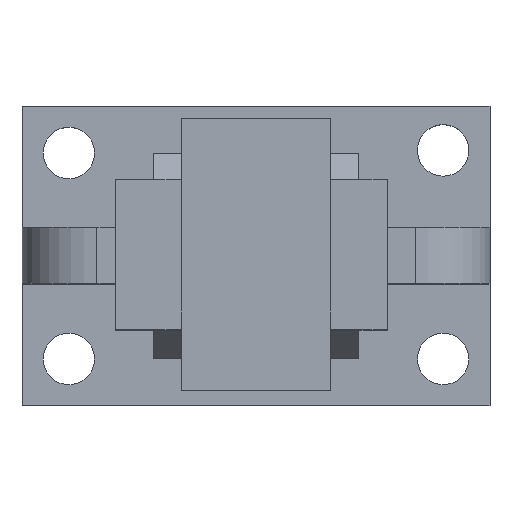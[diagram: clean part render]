
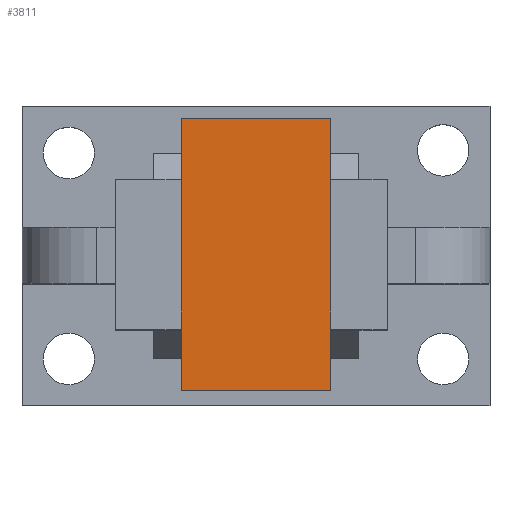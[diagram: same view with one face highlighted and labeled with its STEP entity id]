
A CAD part, top view. The second image highlights one B-rep face of the part: STEP entity #3811.
In plain terms, the highlighted planar face has unit normal (0, 0, 1).
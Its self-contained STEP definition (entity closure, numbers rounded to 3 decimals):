
#2766 = PLANE('',#2767);
#2767 = AXIS2_PLACEMENT_3D('',#2768,#2769,#2770);
#2768 = CARTESIAN_POINT('',(17.,1.5,
    74.));
#2769 = DIRECTION('',(-1.,0.,0.));
#2770 = DIRECTION('',(0.,1.,0.));
#2943 = PLANE('',#2944);
#2944 = AXIS2_PLACEMENT_3D('',#2945,#2946,#2947);
#2945 = CARTESIAN_POINT('',(33.,30.5,
    74.));
#2946 = DIRECTION('',(1.,0.,0.));
#2947 = DIRECTION('',(0.,-1.,0.));
#2998 = PLANE('',#2999);
#2999 = AXIS2_PLACEMENT_3D('',#3000,#3001,#3002);
#3000 = CARTESIAN_POINT('',(17.,30.5,
    74.));
#3001 = DIRECTION('',(0.,1.,0.));
#3002 = DIRECTION('',(1.,0.,0.));
#3426 = VERTEX_POINT('',#3427);
#3427 = CARTESIAN_POINT('',(17.,1.5,
    98.));
#3441 = PLANE('',#3442);
#3442 = AXIS2_PLACEMENT_3D('',#3443,#3444,#3445);
#3443 = CARTESIAN_POINT('',(33.,1.5,
    74.));
#3444 = DIRECTION('',(0.,-1.,0.));
#3445 = DIRECTION('',(-1.,0.,0.));
#3453 = EDGE_CURVE('',#3426,#3454,#3456,.T.);
#3454 = VERTEX_POINT('',#3455);
#3455 = CARTESIAN_POINT('',(17.,30.5,
    98.));
#3456 = SURFACE_CURVE('',#3457,(#3461,#3468),.PCURVE_S1.);
#3457 = LINE('',#3458,#3459);
#3458 = CARTESIAN_POINT('',(17.,1.5,
    98.));
#3459 = VECTOR('',#3460,1.);
#3460 = DIRECTION('',(0.,1.,0.));
#3461 = PCURVE('',#2766,#3462);
#3462 = DEFINITIONAL_REPRESENTATION('',(#3463),#3467);
#3463 = LINE('',#3464,#3465);
#3464 = CARTESIAN_POINT('',(0.,-24.));
#3465 = VECTOR('',#3466,1.);
#3466 = DIRECTION('',(1.,0.));
#3467 = ( GEOMETRIC_REPRESENTATION_CONTEXT(2) 
PARAMETRIC_REPRESENTATION_CONTEXT() REPRESENTATION_CONTEXT('2D SPACE',''
  ) );
#3468 = PCURVE('',#3469,#3474);
#3469 = PLANE('',#3470);
#3470 = AXIS2_PLACEMENT_3D('',#3471,#3472,#3473);
#3471 = CARTESIAN_POINT('',(25.,16.,
    98.));
#3472 = DIRECTION('',(0.,0.,-1.));
#3473 = DIRECTION('',(-1.,0.,0.));
#3474 = DEFINITIONAL_REPRESENTATION('',(#3475),#3479);
#3475 = LINE('',#3476,#3477);
#3476 = CARTESIAN_POINT('',(8.,-14.5));
#3477 = VECTOR('',#3478,1.);
#3478 = DIRECTION('',(0.,1.));
#3479 = ( GEOMETRIC_REPRESENTATION_CONTEXT(2) 
PARAMETRIC_REPRESENTATION_CONTEXT() REPRESENTATION_CONTEXT('2D SPACE',''
  ) );
#3579 = VERTEX_POINT('',#3580);
#3580 = CARTESIAN_POINT('',(33.,30.5,
    98.));
#3601 = EDGE_CURVE('',#3579,#3602,#3604,.T.);
#3602 = VERTEX_POINT('',#3603);
#3603 = CARTESIAN_POINT('',(33.,1.5,
    98.));
#3604 = SURFACE_CURVE('',#3605,(#3609,#3616),.PCURVE_S1.);
#3605 = LINE('',#3606,#3607);
#3606 = CARTESIAN_POINT('',(33.,30.5,
    98.));
#3607 = VECTOR('',#3608,1.);
#3608 = DIRECTION('',(0.,-1.,0.));
#3609 = PCURVE('',#2943,#3610);
#3610 = DEFINITIONAL_REPRESENTATION('',(#3611),#3615);
#3611 = LINE('',#3612,#3613);
#3612 = CARTESIAN_POINT('',(0.,-24.));
#3613 = VECTOR('',#3614,1.);
#3614 = DIRECTION('',(1.,0.));
#3615 = ( GEOMETRIC_REPRESENTATION_CONTEXT(2) 
PARAMETRIC_REPRESENTATION_CONTEXT() REPRESENTATION_CONTEXT('2D SPACE',''
  ) );
#3616 = PCURVE('',#3469,#3617);
#3617 = DEFINITIONAL_REPRESENTATION('',(#3618),#3622);
#3618 = LINE('',#3619,#3620);
#3619 = CARTESIAN_POINT('',(-8.,14.5));
#3620 = VECTOR('',#3621,1.);
#3621 = DIRECTION('',(0.,-1.));
#3622 = ( GEOMETRIC_REPRESENTATION_CONTEXT(2) 
PARAMETRIC_REPRESENTATION_CONTEXT() REPRESENTATION_CONTEXT('2D SPACE',''
  ) );
#3651 = EDGE_CURVE('',#3454,#3579,#3652,.T.);
#3652 = SURFACE_CURVE('',#3653,(#3657,#3664),.PCURVE_S1.);
#3653 = LINE('',#3654,#3655);
#3654 = CARTESIAN_POINT('',(17.,30.5,
    98.));
#3655 = VECTOR('',#3656,1.);
#3656 = DIRECTION('',(1.,0.,0.));
#3657 = PCURVE('',#2998,#3658);
#3658 = DEFINITIONAL_REPRESENTATION('',(#3659),#3663);
#3659 = LINE('',#3660,#3661);
#3660 = CARTESIAN_POINT('',(0.,-24.));
#3661 = VECTOR('',#3662,1.);
#3662 = DIRECTION('',(1.,0.));
#3663 = ( GEOMETRIC_REPRESENTATION_CONTEXT(2) 
PARAMETRIC_REPRESENTATION_CONTEXT() REPRESENTATION_CONTEXT('2D SPACE',''
  ) );
#3664 = PCURVE('',#3469,#3665);
#3665 = DEFINITIONAL_REPRESENTATION('',(#3666),#3670);
#3666 = LINE('',#3667,#3668);
#3667 = CARTESIAN_POINT('',(8.,14.5));
#3668 = VECTOR('',#3669,1.);
#3669 = DIRECTION('',(-1.,0.));
#3670 = ( GEOMETRIC_REPRESENTATION_CONTEXT(2) 
PARAMETRIC_REPRESENTATION_CONTEXT() REPRESENTATION_CONTEXT('2D SPACE',''
  ) );
#3763 = EDGE_CURVE('',#3602,#3426,#3764,.T.);
#3764 = SURFACE_CURVE('',#3765,(#3769,#3776),.PCURVE_S1.);
#3765 = LINE('',#3766,#3767);
#3766 = CARTESIAN_POINT('',(33.,1.5,
    98.));
#3767 = VECTOR('',#3768,1.);
#3768 = DIRECTION('',(-1.,0.,0.));
#3769 = PCURVE('',#3441,#3770);
#3770 = DEFINITIONAL_REPRESENTATION('',(#3771),#3775);
#3771 = LINE('',#3772,#3773);
#3772 = CARTESIAN_POINT('',(0.,-24.));
#3773 = VECTOR('',#3774,1.);
#3774 = DIRECTION('',(1.,-0.));
#3775 = ( GEOMETRIC_REPRESENTATION_CONTEXT(2) 
PARAMETRIC_REPRESENTATION_CONTEXT() REPRESENTATION_CONTEXT('2D SPACE',''
  ) );
#3776 = PCURVE('',#3469,#3777);
#3777 = DEFINITIONAL_REPRESENTATION('',(#3778),#3782);
#3778 = LINE('',#3779,#3780);
#3779 = CARTESIAN_POINT('',(-8.,-14.5));
#3780 = VECTOR('',#3781,1.);
#3781 = DIRECTION('',(1.,0.));
#3782 = ( GEOMETRIC_REPRESENTATION_CONTEXT(2) 
PARAMETRIC_REPRESENTATION_CONTEXT() REPRESENTATION_CONTEXT('2D SPACE',''
  ) );
#3811 = ADVANCED_FACE('',(#3812),#3469,.F.);
#3812 = FACE_BOUND('',#3813,.F.);
#3813 = EDGE_LOOP('',(#3814,#3815,#3816,#3817));
#3814 = ORIENTED_EDGE('',*,*,#3651,.T.);
#3815 = ORIENTED_EDGE('',*,*,#3601,.T.);
#3816 = ORIENTED_EDGE('',*,*,#3763,.T.);
#3817 = ORIENTED_EDGE('',*,*,#3453,.T.);
